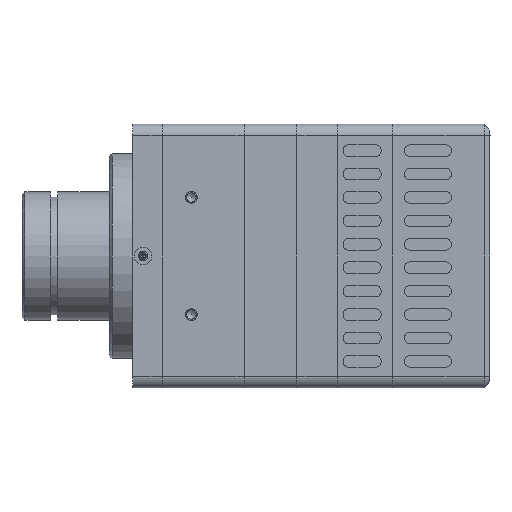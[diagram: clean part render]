
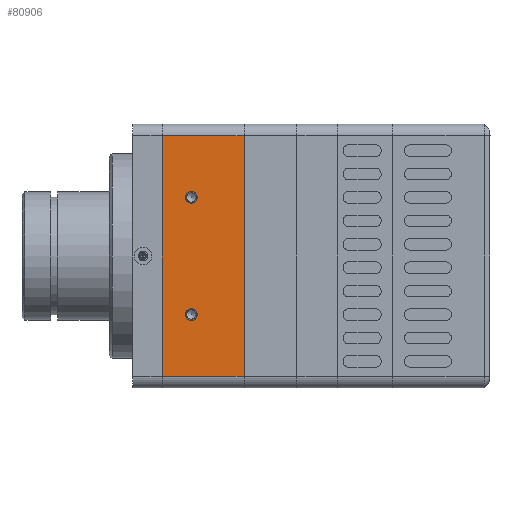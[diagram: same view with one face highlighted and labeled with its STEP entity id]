
A CAD part, left-side view. The second image highlights one B-rep face of the part: STEP entity #80906.
In plain terms, the highlighted planar face has unit normal (-1, 0, 0).
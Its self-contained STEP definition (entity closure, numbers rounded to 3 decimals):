
#463 = DIRECTION ( 'NONE',  ( -1., 0., 0. ) ) ;
#1425 = EDGE_CURVE ( 'NONE', #75706, #75706, #10245, .T. ) ;
#2740 = EDGE_CURVE ( 'NONE', #68535, #68535, #23272, .T. ) ;
#7574 = VERTEX_POINT ( 'NONE', #85084 ) ;
#8542 = CARTESIAN_POINT ( 'NONE',  ( -22.5, 11., 0. ) ) ;
#10245 = CIRCLE ( 'NONE', #40734, 0.8 ) ;
#11792 = CARTESIAN_POINT ( 'NONE',  ( -22.5, 2., -9.2 ) ) ;
#15543 = LINE ( 'NONE', #52555, #23441 ) ;
#16501 = VECTOR ( 'NONE', #64568, 1000. ) ;
#16882 = VECTOR ( 'NONE', #73639, 1000. ) ;
#19174 = LINE ( 'NONE', #46035, #16501 ) ;
#20169 = DIRECTION ( 'NONE',  ( 0., 0., 1. ) ) ;
#20442 = EDGE_CURVE ( 'NONE', #26501, #7574, #15543, .T. ) ;
#20677 = AXIS2_PLACEMENT_3D ( 'NONE', #102595, #463, #20169 ) ;
#21731 = CARTESIAN_POINT ( 'NONE',  ( -22.5, 2., 10. ) ) ;
#23272 = CIRCLE ( 'NONE', #90053, 0.8 ) ;
#23441 = VECTOR ( 'NONE', #25097, 1000. ) ;
#25097 = DIRECTION ( 'NONE',  ( 0., 1., 0. ) ) ;
#26501 = VERTEX_POINT ( 'NONE', #49441 ) ;
#26916 = VECTOR ( 'NONE', #107481, 1000. ) ;
#27954 = FACE_BOUND ( 'NONE', #35812, .T. ) ;
#35812 = EDGE_LOOP ( 'NONE', ( #99106 ) ) ;
#38637 = FACE_OUTER_BOUND ( 'NONE', #65627, .T. ) ;
#40734 = AXIS2_PLACEMENT_3D ( 'NONE', #43561, #97355, #116433 ) ;
#41582 = VERTEX_POINT ( 'NONE', #103980 ) ;
#42831 = ORIENTED_EDGE ( 'NONE', *, *, #1425, .T. ) ;
#43561 = CARTESIAN_POINT ( 'NONE',  ( -22.5, 2., -10. ) ) ;
#46035 = CARTESIAN_POINT ( 'NONE',  ( -22.5, 0., -20.5 ) ) ;
#49441 = CARTESIAN_POINT ( 'NONE',  ( -22.5, -3., 20.5 ) ) ;
#50986 = LINE ( 'NONE', #8542, #16882 ) ;
#52555 = CARTESIAN_POINT ( 'NONE',  ( -22.5, 0., 20.5 ) ) ;
#54762 = EDGE_CURVE ( 'NONE', #68678, #41582, #19174, .T. ) ;
#61503 = ORIENTED_EDGE ( 'NONE', *, *, #20442, .T. ) ;
#64568 = DIRECTION ( 'NONE',  ( 0., -1., 0. ) ) ;
#65537 = FACE_BOUND ( 'NONE', #72762, .T. ) ;
#65627 = EDGE_LOOP ( 'NONE', ( #75847, #91676, #90673, #61503 ) ) ;
#68535 = VERTEX_POINT ( 'NONE', #84671 ) ;
#68678 = VERTEX_POINT ( 'NONE', #91781 ) ;
#72762 = EDGE_LOOP ( 'NONE', ( #42831 ) ) ;
#73639 = DIRECTION ( 'NONE',  ( 0., 0., 1. ) ) ;
#75706 = VERTEX_POINT ( 'NONE', #11792 ) ;
#75847 = ORIENTED_EDGE ( 'NONE', *, *, #110851, .F. ) ;
#80906 = ADVANCED_FACE ( 'NONE', ( #65537, #27954, #38637 ), #101986, .T. ) ;
#82946 = LINE ( 'NONE', #102178, #26916 ) ;
#84671 = CARTESIAN_POINT ( 'NONE',  ( -22.5, 2., 9.2 ) ) ;
#85084 = CARTESIAN_POINT ( 'NONE',  ( -22.5, 11., 20.5 ) ) ;
#85669 = DIRECTION ( 'NONE',  ( 1., 0., 0. ) ) ;
#86254 = DIRECTION ( 'NONE',  ( 0., 0., -1. ) ) ;
#90053 = AXIS2_PLACEMENT_3D ( 'NONE', #21731, #85669, #86254 ) ;
#90673 = ORIENTED_EDGE ( 'NONE', *, *, #114699, .T. ) ;
#91676 = ORIENTED_EDGE ( 'NONE', *, *, #54762, .T. ) ;
#91781 = CARTESIAN_POINT ( 'NONE',  ( -22.5, 11., -20.5 ) ) ;
#97355 = DIRECTION ( 'NONE',  ( 1., 0., 0. ) ) ;
#99106 = ORIENTED_EDGE ( 'NONE', *, *, #2740, .T. ) ;
#101986 = PLANE ( 'NONE',  #20677 ) ;
#102178 = CARTESIAN_POINT ( 'NONE',  ( -22.5, -3., 0. ) ) ;
#102595 = CARTESIAN_POINT ( 'NONE',  ( -22.5, 0., -21. ) ) ;
#103980 = CARTESIAN_POINT ( 'NONE',  ( -22.5, -3., -20.5 ) ) ;
#107481 = DIRECTION ( 'NONE',  ( 0., 0., 1. ) ) ;
#110851 = EDGE_CURVE ( 'NONE', #68678, #7574, #50986, .T. ) ;
#114699 = EDGE_CURVE ( 'NONE', #41582, #26501, #82946, .T. ) ;
#116433 = DIRECTION ( 'NONE',  ( 0., 0., 1. ) ) ;
